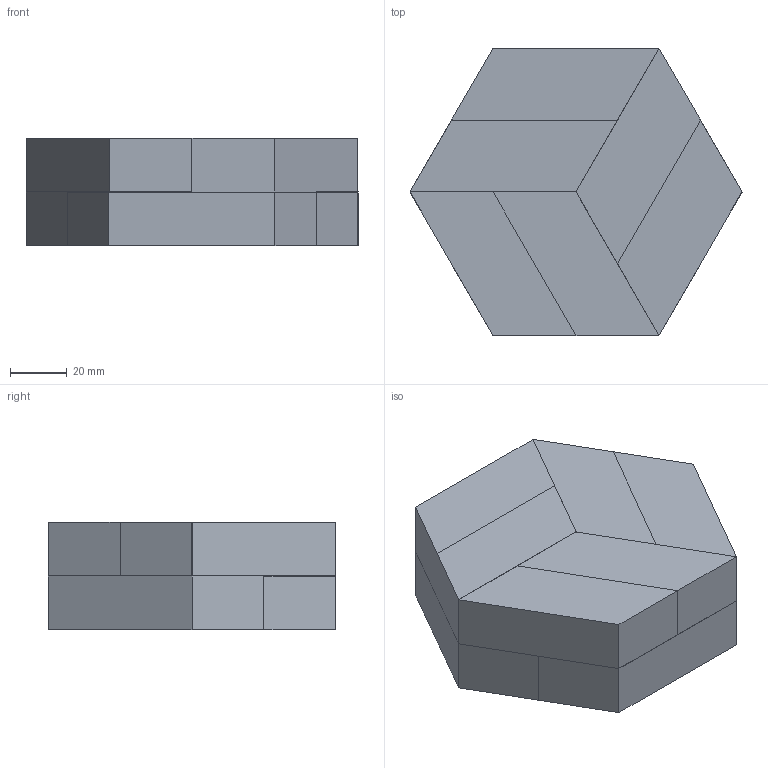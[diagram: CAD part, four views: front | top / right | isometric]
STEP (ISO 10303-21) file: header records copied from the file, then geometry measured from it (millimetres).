
FILE_DESCRIPTION(/* description */ (''),/* implementation_level */ '2;1');
FILE_NAME(/* name */ 'Hex_Top_Level.stp',/* time_stamp */ '2019-03-18T18:17:27-04:00',/* author */ ('Mark'),/* organization */ (''),/* preprocessor_version */ 'ST-DEVELOPER v16.1',/* originating_system */ 'Autodesk Inventor 2016',/* authorisation */ '');
FILE_SCHEMA (('AUTOMOTIVE_DESIGN { 1 0 10303 214 3 1 1 }'));
Length unit declared in the file: inch
Products named in the file (5): Part; Part2; Hex_SubAssy; Hex_SubAssy1; Hex_Top_Level
Assembly tree (7 placements, depth 4):
  Hex_Top_Level
    Hex_SubAssy1  x3
      Hex_SubAssy
        Part
        Part2
Bounding box: 117.33 x 101.61 x 38.1 mm (x, y, z)
Volume: 340635.4 mm3; surface area: 75993.3 mm2
Topology: 12 solids, 12 shells, 72 faces, 144 edges, 96 vertices
Faces by surface type: plane 72
Entity records: 439 total; most frequent: DIRECTION 72, CARTESIAN_POINT 64, ORIENTED_EDGE 48, LINE 24, VECTOR 24, EDGE_CURVE 24, AXIS2_PLACEMENT_3D 24, VERTEX_POINT 16
